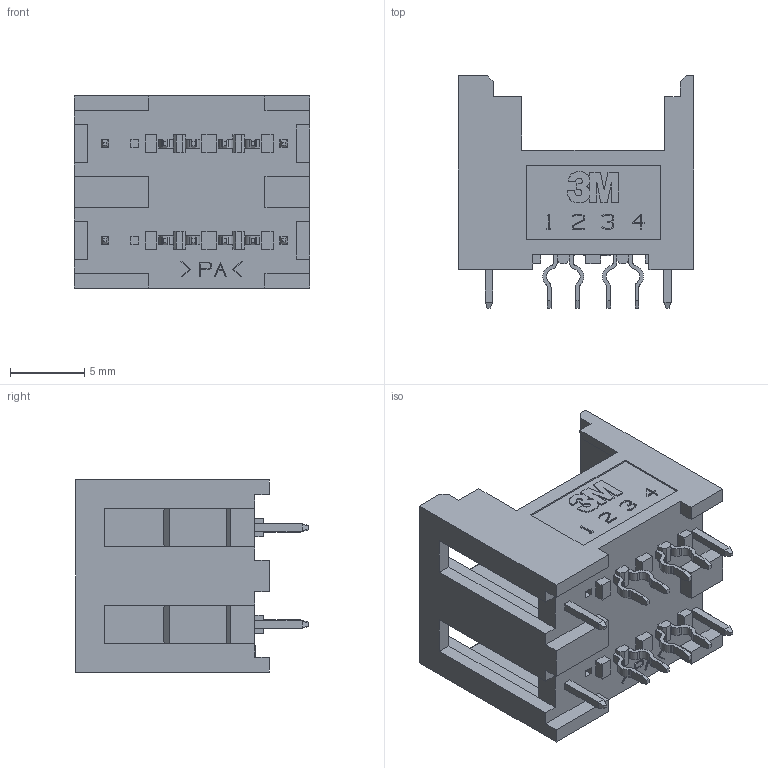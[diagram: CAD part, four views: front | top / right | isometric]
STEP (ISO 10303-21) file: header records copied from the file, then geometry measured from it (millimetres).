
FILE_DESCRIPTION(('FreeCAD Model'),'2;1');
FILE_NAME('Open CASCADE Shape Model','2021-07-13T10:00:09',('Author'),( ''),'Open CASCADE STEP processor 7.4','FreeCAD','Unknown');
FILE_SCHEMA(('AUTOMOTIVE_DESIGN { 1 0 10303 214 1 1 1 1 }'));
Length unit declared in the file: millimetre
Products named in the file (1): 37208-62A3-0004_PL_3Dnon-parm
Bounding box: 15.8 x 15.6 x 12.9 mm (x, y, z)
Volume: 1049 mm3; surface area: 1900.2 mm2
Topology: 1 solids, 9 shells, 646 faces, 1710 edges, 1116 vertices
Faces by surface type: plane 592, cylinder 48, extrusion 6
Entity records: 24379 total; most frequent: CARTESIAN_POINT 3755, ORIENTED_EDGE 3420, DIRECTION 3082, EDGE_CURVE 1710, VECTOR 1608, LINE 1602, VERTEX_POINT 1116, AXIS2_PLACEMENT_3D 737
